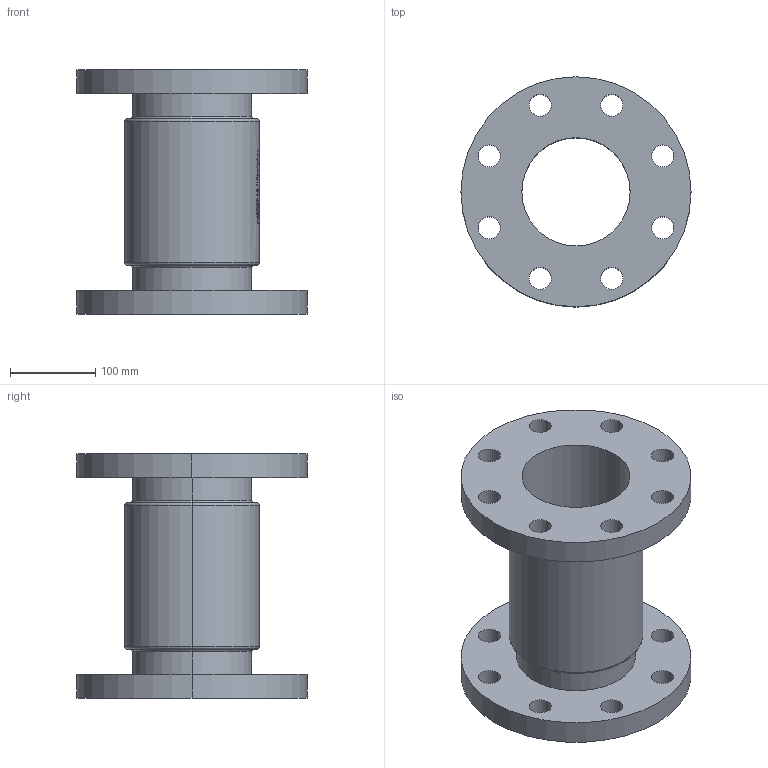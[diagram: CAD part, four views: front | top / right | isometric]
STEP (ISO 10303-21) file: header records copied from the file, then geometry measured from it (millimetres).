
FILE_DESCRIPTION (( 'STEP AP214' ), '1' );
FILE_NAME ('7120000_DN125_PN25_51420294.STEP', '2022-02-18T08:56:54', ( 'axxx' ), ( 'Hewlett-Packard Company' ), 'SwSTEP 2.0', 'SolidWorks 2019', '' );
FILE_SCHEMA (( 'AUTOMOTIVE_DESIGN' ));
Length unit declared in the file: millimetre
Products named in the file (1): 7120000_DN125_PN25_51420294
Bounding box: 270 x 270 x 287 mm (x, y, z)
Volume: 3580602.3 mm3; surface area: 475629.2 mm2
Topology: 1 solids, 1 shells, 548 faces, 1438 edges, 956 vertices
Faces by surface type: plane 268, bspline 210, cylinder 62, torus 8
Entity records: 29533 total; most frequent: CARTESIAN_POINT 17331, ORIENTED_EDGE 2876, DIRECTION 1815, EDGE_CURVE 1438, VERTEX_POINT 956, LINE 795, VECTOR 795, EDGE_LOOP 646
